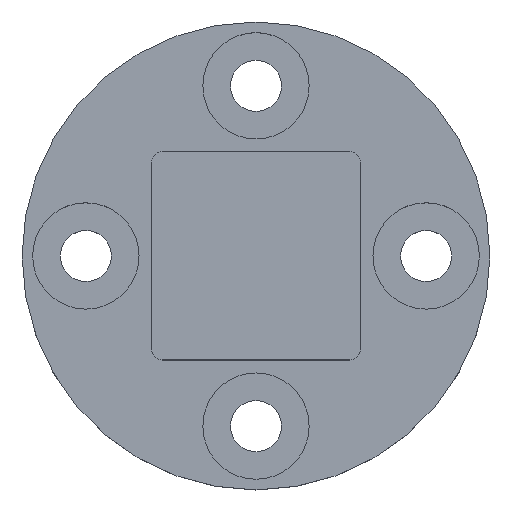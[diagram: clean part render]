
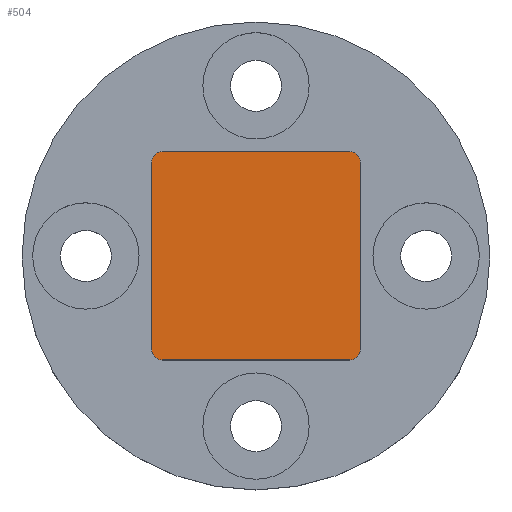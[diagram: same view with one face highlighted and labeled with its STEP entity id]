
A CAD part, top view. The second image highlights one B-rep face of the part: STEP entity #504.
In plain terms, the highlighted planar face has unit normal (0, 0, 1).
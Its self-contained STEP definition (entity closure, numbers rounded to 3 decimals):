
#2 = AXIS2_PLACEMENT_3D ( 'NONE', #15, #585, #684 ) ;
#15 = CARTESIAN_POINT ( 'NONE',  ( 0., 0., 7.8 ) ) ;
#75 = CARTESIAN_POINT ( 'NONE',  ( 4.9, 4.9, 7.8 ) ) ;
#85 = AXIS2_PLACEMENT_3D ( 'NONE', #307, #982, #237 ) ;
#96 = EDGE_CURVE ( 'NONE', #539, #134, #491, .T. ) ;
#113 = DIRECTION ( 'NONE',  ( 1., 0., 0. ) ) ;
#134 = VERTEX_POINT ( 'NONE', #793 ) ;
#144 = DIRECTION ( 'NONE',  ( 1., 0., 0. ) ) ;
#159 = CARTESIAN_POINT ( 'NONE',  ( 4.4, 4.4, 7.8 ) ) ;
#177 = DIRECTION ( 'NONE',  ( 1., 0., 0. ) ) ;
#197 = VECTOR ( 'NONE', #304, 1000. ) ;
#210 = EDGE_CURVE ( 'NONE', #242, #655, #451, .T. ) ;
#212 = VECTOR ( 'NONE', #113, 1000. ) ;
#222 = CARTESIAN_POINT ( 'NONE',  ( 4.9, -4.4, 7.8 ) ) ;
#236 = VERTEX_POINT ( 'NONE', #222 ) ;
#237 = DIRECTION ( 'NONE',  ( 1., 0., 0. ) ) ;
#238 = VERTEX_POINT ( 'NONE', #1044 ) ;
#242 = VERTEX_POINT ( 'NONE', #299 ) ;
#248 = EDGE_CURVE ( 'NONE', #134, #238, #634, .T. ) ;
#299 = CARTESIAN_POINT ( 'NONE',  ( 4.4, 4.9, 7.8 ) ) ;
#304 = DIRECTION ( 'NONE',  ( 0., 1., 0. ) ) ;
#307 = CARTESIAN_POINT ( 'NONE',  ( 4.4, -4.4, 7.8 ) ) ;
#318 = ORIENTED_EDGE ( 'NONE', *, *, #776, .T. ) ;
#338 = CARTESIAN_POINT ( 'NONE',  ( -4.4, -4.4, 7.8 ) ) ;
#342 = CARTESIAN_POINT ( 'NONE',  ( 4.9, 4.4, 7.8 ) ) ;
#347 = FACE_OUTER_BOUND ( 'NONE', #815, .T. ) ;
#368 = ORIENTED_EDGE ( 'NONE', *, *, #248, .T. ) ;
#379 = DIRECTION ( 'NONE',  ( -1., 0., 0. ) ) ;
#382 = VECTOR ( 'NONE', #1063, 1000. ) ;
#390 = EDGE_CURVE ( 'NONE', #238, #236, #1014, .T. ) ;
#399 = EDGE_CURVE ( 'NONE', #419, #242, #680, .T. ) ;
#400 = DIRECTION ( 'NONE',  ( 0., 0., 1. ) ) ;
#419 = VERTEX_POINT ( 'NONE', #342 ) ;
#443 = CARTESIAN_POINT ( 'NONE',  ( -4.9, 4.4, 7.8 ) ) ;
#451 = LINE ( 'NONE', #787, #869 ) ;
#475 = ORIENTED_EDGE ( 'NONE', *, *, #399, .T. ) ;
#491 = CIRCLE ( 'NONE', #909, 0.5 ) ;
#504 = ADVANCED_FACE ( 'NONE', ( #347 ), #759, .T. ) ;
#539 = VERTEX_POINT ( 'NONE', #1030 ) ;
#553 = CARTESIAN_POINT ( 'NONE',  ( -4.9, -4.9, 7.8 ) ) ;
#585 = DIRECTION ( 'NONE',  ( 0., 0., 1. ) ) ;
#588 = ORIENTED_EDGE ( 'NONE', *, *, #907, .T. ) ;
#592 = VERTEX_POINT ( 'NONE', #443 ) ;
#628 = AXIS2_PLACEMENT_3D ( 'NONE', #159, #922, #177 ) ;
#634 = LINE ( 'NONE', #553, #212 ) ;
#655 = VERTEX_POINT ( 'NONE', #688 ) ;
#672 = DIRECTION ( 'NONE',  ( 0., 0., 1. ) ) ;
#680 = CIRCLE ( 'NONE', #628, 0.5 ) ;
#684 = DIRECTION ( 'NONE',  ( 1., 0., 0. ) ) ;
#688 = CARTESIAN_POINT ( 'NONE',  ( -4.4, 4.9, 7.8 ) ) ;
#710 = LINE ( 'NONE', #1041, #382 ) ;
#714 = ORIENTED_EDGE ( 'NONE', *, *, #390, .T. ) ;
#723 = ORIENTED_EDGE ( 'NONE', *, *, #844, .T. ) ;
#759 = PLANE ( 'NONE',  #2 ) ;
#767 = AXIS2_PLACEMENT_3D ( 'NONE', #1058, #400, #144 ) ;
#776 = EDGE_CURVE ( 'NONE', #655, #592, #809, .T. ) ;
#787 = CARTESIAN_POINT ( 'NONE',  ( -4.9, 4.9, 7.8 ) ) ;
#793 = CARTESIAN_POINT ( 'NONE',  ( -4.4, -4.9, 7.8 ) ) ;
#801 = ORIENTED_EDGE ( 'NONE', *, *, #96, .T. ) ;
#809 = CIRCLE ( 'NONE', #767, 0.5 ) ;
#815 = EDGE_LOOP ( 'NONE', ( #975, #318, #588, #801, #368, #714, #723, #475 ) ) ;
#844 = EDGE_CURVE ( 'NONE', #236, #419, #1057, .T. ) ;
#869 = VECTOR ( 'NONE', #379, 1000. ) ;
#907 = EDGE_CURVE ( 'NONE', #592, #539, #710, .T. ) ;
#909 = AXIS2_PLACEMENT_3D ( 'NONE', #338, #672, #1008 ) ;
#922 = DIRECTION ( 'NONE',  ( 0., 0., 1. ) ) ;
#975 = ORIENTED_EDGE ( 'NONE', *, *, #210, .T. ) ;
#982 = DIRECTION ( 'NONE',  ( 0., 0., 1. ) ) ;
#1008 = DIRECTION ( 'NONE',  ( 1., 0., 0. ) ) ;
#1014 = CIRCLE ( 'NONE', #85, 0.5 ) ;
#1030 = CARTESIAN_POINT ( 'NONE',  ( -4.9, -4.4, 7.8 ) ) ;
#1041 = CARTESIAN_POINT ( 'NONE',  ( -4.9, 4.9, 7.8 ) ) ;
#1044 = CARTESIAN_POINT ( 'NONE',  ( 4.4, -4.9, 7.8 ) ) ;
#1057 = LINE ( 'NONE', #75, #197 ) ;
#1058 = CARTESIAN_POINT ( 'NONE',  ( -4.4, 4.4, 7.8 ) ) ;
#1063 = DIRECTION ( 'NONE',  ( 0., -1., 0. ) ) ;
